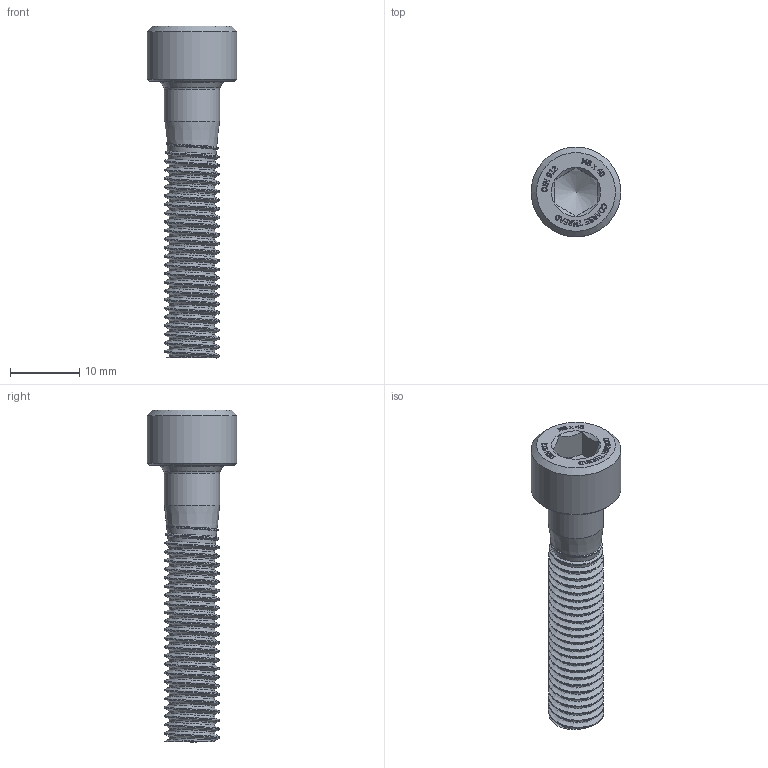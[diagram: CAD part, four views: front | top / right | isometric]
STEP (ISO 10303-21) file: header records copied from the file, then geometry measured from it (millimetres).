
FILE_DESCRIPTION((''),'2;1');
FILE_NAME('DIN912M8L40.stp','2012-04-21T00:44:56',('Peter'),(''),'Autodesk Inventor 2011','Autodesk Inventor 2011','');
FILE_SCHEMA(('AUTOMOTIVE_DESIGN { 1 0 10303 214 1 1 1 1 }'));
Length unit declared in the file: millimetre
Products named in the file (1): DIN912M8L40
Bounding box: 13 x 13 x 48 mm (x, y, z)
Volume: 2625.7 mm3; surface area: 2031 mm2
Topology: 1 solids, 1 shells, 391 faces, 1049 edges, 696 vertices
Faces by surface type: plane 233, bspline 144, cone 9, cylinder 3, torus 2
Full cylindrical faces by diameter (mm): 8 x1, 13 x1
Entity records: 18142 total; most frequent: CARTESIAN_POINT 9481, ORIENTED_EDGE 2056, DIRECTION 1228, EDGE_CURVE 1028, VECTOR 714, LINE 714, VERTEX_POINT 688, EDGE_LOOP 434
